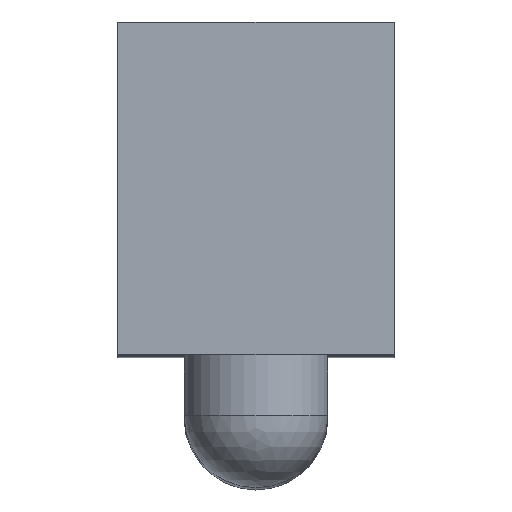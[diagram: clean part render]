
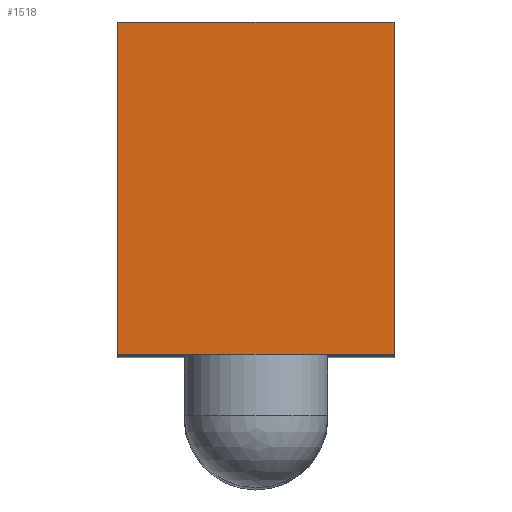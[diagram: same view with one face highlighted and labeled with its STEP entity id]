
A CAD part, top view. The second image highlights one B-rep face of the part: STEP entity #1518.
In plain terms, the highlighted face is planar.
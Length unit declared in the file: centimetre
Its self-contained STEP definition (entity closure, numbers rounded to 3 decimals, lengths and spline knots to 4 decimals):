
#118=FACE_OUTER_BOUND('',#218,.T.);
#218=EDGE_LOOP('',(#1325,#1326,#1327,#1328));
#237=LINE('',#2020,#437);
#283=LINE('',#2111,#483);
#397=LINE('',#2346,#597);
#428=LINE('',#2401,#628);
#437=VECTOR('',#1639,100.);
#483=VECTOR('',#1687,100.);
#597=VECTOR('',#1893,100.);
#628=VECTOR('',#1972,100.);
#636=VERTEX_POINT('',#2017);
#637=VERTEX_POINT('',#2019);
#681=VERTEX_POINT('',#2109);
#756=VERTEX_POINT('',#2344);
#766=EDGE_CURVE('',#637,#636,#237,.T.);
#812=EDGE_CURVE('',#681,#636,#283,.T.);
#929=EDGE_CURVE('',#681,#756,#397,.T.);
#960=EDGE_CURVE('',#756,#637,#428,.T.);
#1325=ORIENTED_EDGE('',*,*,#960,.T.);
#1326=ORIENTED_EDGE('',*,*,#766,.T.);
#1327=ORIENTED_EDGE('',*,*,#812,.F.);
#1328=ORIENTED_EDGE('',*,*,#929,.T.);
#1436=PLANE('',#1607);
#1518=ADVANCED_FACE('',(#118),#1436,.T.);
#1607=AXIS2_PLACEMENT_3D('',#2402,#1973,#1974);
#1639=DIRECTION('',(0.,0.,-1.));
#1687=DIRECTION('',(0.,-1.,0.));
#1893=DIRECTION('',(0.,0.,1.));
#1972=DIRECTION('',(0.,-1.,0.));
#1973=DIRECTION('center_axis',(1.,0.,0.));
#1974=DIRECTION('ref_axis',(0.,0.,-1.));
#2017=CARTESIAN_POINT('',(1.016,0.,-0.127));
#2019=CARTESIAN_POINT('',(1.016,0.,0.173));
#2020=CARTESIAN_POINT('',(1.016,0.,0.));
#2109=CARTESIAN_POINT('',(1.016,0.25,-0.127));
#2111=CARTESIAN_POINT('',(1.016,0.,-0.127));
#2344=CARTESIAN_POINT('',(1.016,0.25,0.173));
#2346=CARTESIAN_POINT('',(1.016,0.25,0.173));
#2401=CARTESIAN_POINT('',(1.016,0.,0.173));
#2402=CARTESIAN_POINT('Origin',(1.016,0.,0.173));
